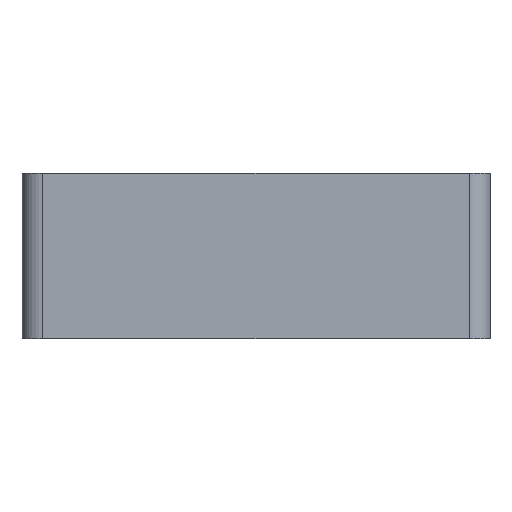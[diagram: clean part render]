
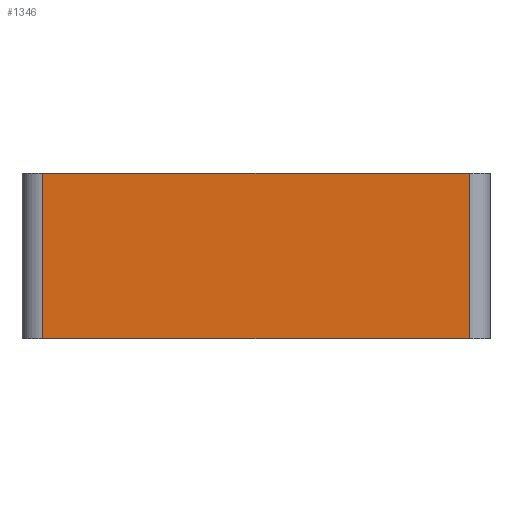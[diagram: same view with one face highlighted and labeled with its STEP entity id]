
A CAD part, front view. The second image highlights one B-rep face of the part: STEP entity #1346.
In plain terms, the highlighted planar face has unit normal (0, -1, 0).
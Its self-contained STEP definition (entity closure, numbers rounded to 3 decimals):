
#60=DIRECTION('',(1.,0.,0.));
#61=VECTOR('',#60,10.3);
#62=CARTESIAN_POINT('',(-2.1,-5.78,-2.));
#63=LINE('',#62,#61);
#466=DIRECTION('',(1.,0.,0.));
#467=VECTOR('',#466,10.3);
#468=CARTESIAN_POINT('',(-2.1,-5.78,2.));
#469=LINE('',#468,#467);
#495=DIRECTION('',(0.,0.,1.));
#496=VECTOR('',#495,4.);
#497=CARTESIAN_POINT('',(8.2,-5.78,-2.));
#498=LINE('',#497,#496);
#499=DIRECTION('',(0.,0.,1.));
#500=VECTOR('',#499,4.);
#501=CARTESIAN_POINT('',(-2.1,-5.78,-2.));
#502=LINE('',#501,#500);
#559=CARTESIAN_POINT('',(-2.1,-5.78,-2.));
#560=VERTEX_POINT('',#559);
#561=CARTESIAN_POINT('',(8.2,-5.78,-2.));
#562=VERTEX_POINT('',#561);
#587=CARTESIAN_POINT('',(-2.1,-5.78,2.));
#588=VERTEX_POINT('',#587);
#589=CARTESIAN_POINT('',(8.2,-5.78,2.));
#590=VERTEX_POINT('',#589);
#1334=CARTESIAN_POINT('',(-2.1,-5.78,-2.));
#1335=DIRECTION('',(0.,-1.,0.));
#1336=DIRECTION('',(1.,0.,0.));
#1337=AXIS2_PLACEMENT_3D('',#1334,#1335,#1336);
#1338=PLANE('',#1337);
#1339=ORIENTED_EDGE('',*,*,#732,.F.);
#1341=ORIENTED_EDGE('',*,*,#1340,.T.);
#1342=ORIENTED_EDGE('',*,*,#1271,.T.);
#1343=ORIENTED_EDGE('',*,*,#1327,.F.);
#1344=EDGE_LOOP('',(#1339,#1341,#1342,#1343));
#1345=FACE_OUTER_BOUND('',#1344,.F.);
#1346=ADVANCED_FACE('',(#1345),#1338,.T.);
#732=EDGE_CURVE('',#560,#562,#63,.T.);
#1271=EDGE_CURVE('',#588,#590,#469,.T.);
#1327=EDGE_CURVE('',#562,#590,#498,.T.);
#1340=EDGE_CURVE('',#560,#588,#502,.T.);
